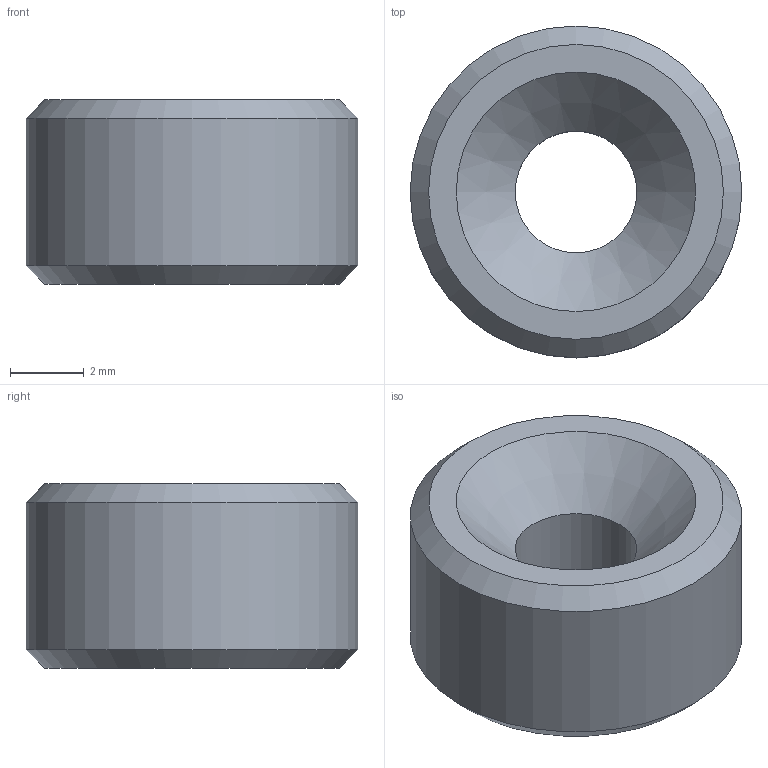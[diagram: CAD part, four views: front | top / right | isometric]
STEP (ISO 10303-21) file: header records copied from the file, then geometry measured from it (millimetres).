
FILE_DESCRIPTION(/* description */ (''),/* implementation_level */ '2;1');
FILE_NAME(/* name */ 'Load Pin.step',/* time_stamp */ '2022-03-05T07:06:52+08:00',/* author */ (''),/* organization */ (''),/* preprocessor_version */ 'ST-DEVELOPER v18.1',/* originating_system */ 'Autodesk Translation Framework v10.10.0.1391',/* authorisation */ '');
FILE_SCHEMA (('AUTOMOTIVE_DESIGN { 1 0 10303 214 3 1 1 }'));
Length unit declared in the file: millimetre
Products named in the file (1): torque output pins
Bounding box: 9 x 9 x 5 mm (x, y, z)
Volume: 251 mm3; surface area: 279.7 mm2
Topology: 1 solids, 1 shells, 7 faces, 12 edges, 7 vertices
Faces by surface type: cone 3, cylinder 2, plane 2
Full cylindrical faces by diameter (mm): 3.3 x1, 9 x1
Entity records: 206 total; most frequent: DIRECTION 35, CARTESIAN_POINT 27, ORIENTED_EDGE 24, AXIS2_PLACEMENT_3D 15, EDGE_CURVE 12, EDGE_LOOP 9, FACE_OUTER_BOUND 7, CIRCLE 7
